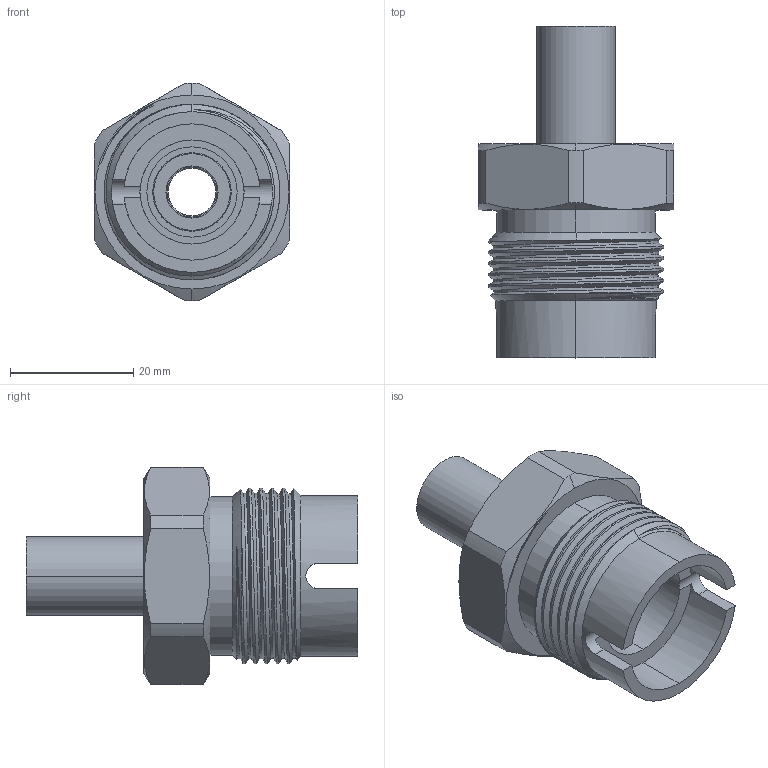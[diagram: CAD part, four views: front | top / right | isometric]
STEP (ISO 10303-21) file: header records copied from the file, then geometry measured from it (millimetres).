
FILE_DESCRIPTION (( 'STEP AP203' ), '1' );
FILE_NAME ('AD-714MSS-8TS.STEP', '2025-08-08T12:58:49', ( '' ), ( '' ), 'SwSTEP 2.0', 'SolidWorks 2018', '' );
FILE_SCHEMA (( 'CONFIG_CONTROL_DESIGN' ));
Length unit declared in the file: inch
Products named in the file (1): AD-714MSS-8TS
Bounding box: 31.75 x 53.85 x 35.31 mm (x, y, z)
Volume: 17971.5 mm3; surface area: 7972.6 mm2
Topology: 1 solids, 1 shells, 155 faces, 404 edges, 266 vertices
Faces by surface type: plane 74, cylinder 39, bspline 28, cone 12, torus 2
Entity records: 14877 total; most frequent: CARTESIAN_POINT 11192, ORIENTED_EDGE 808, DIRECTION 635, EDGE_CURVE 404, VERTEX_POINT 266, LINE 227, VECTOR 227, AXIS2_PLACEMENT_3D 204
